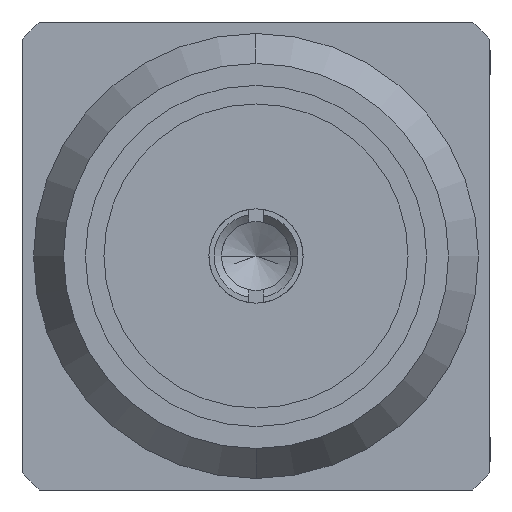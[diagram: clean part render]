
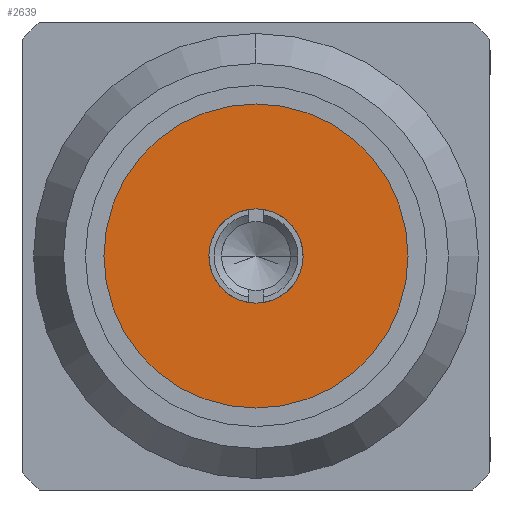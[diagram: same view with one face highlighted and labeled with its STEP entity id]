
A CAD part, left-side view. The second image highlights one B-rep face of the part: STEP entity #2639.
In plain terms, the highlighted face is planar.
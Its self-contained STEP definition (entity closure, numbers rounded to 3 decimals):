
#148 = DIRECTION ( 'NONE',  ( 0., 0., 1. ) ) ;
#355 = ORIENTED_EDGE ( 'NONE', *, *, #2297, .T. ) ;
#372 = VERTEX_POINT ( 'NONE', #1351 ) ;
#374 = DIRECTION ( 'NONE',  ( -0.5, -0.866, 0. ) ) ;
#379 = EDGE_CURVE ( 'NONE', #1710, #372, #822, .T. ) ;
#435 = VERTEX_POINT ( 'NONE', #1637 ) ;
#444 = FACE_OUTER_BOUND ( 'NONE', #488, .T. ) ;
#453 = AXIS2_PLACEMENT_3D ( 'NONE', #2087, #2514, #2302 ) ;
#469 = EDGE_LOOP ( 'NONE', ( #1322, #2707 ) ) ;
#488 = EDGE_LOOP ( 'NONE', ( #355, #2704 ) ) ;
#594 = CIRCLE ( 'NONE', #840, 0.635 ) ;
#686 = EDGE_CURVE ( 'NONE', #2574, #435, #2214, .T. ) ;
#791 = DIRECTION ( 'NONE',  ( 0., 0., 1. ) ) ;
#797 = DIRECTION ( 'NONE',  ( 0., 0., -1. ) ) ;
#822 = CIRCLE ( 'NONE', #453, 2.05 ) ;
#840 = AXIS2_PLACEMENT_3D ( 'NONE', #2284, #148, #374 ) ;
#949 = AXIS2_PLACEMENT_3D ( 'NONE', #2457, #2043, #2675 ) ;
#1233 = FACE_BOUND ( 'NONE', #469, .T. ) ;
#1322 = ORIENTED_EDGE ( 'NONE', *, *, #2693, .F. ) ;
#1351 = CARTESIAN_POINT ( 'NONE',  ( 2.05, 0., -1.94 ) ) ;
#1374 = AXIS2_PLACEMENT_3D ( 'NONE', #2075, #791, #2276 ) ;
#1637 = CARTESIAN_POINT ( 'NONE',  ( -0.318, -0.55, -1.94 ) ) ;
#1710 = VERTEX_POINT ( 'NONE', #2678 ) ;
#1833 = CARTESIAN_POINT ( 'NONE',  ( 0.55, -0.318, -1.94 ) ) ;
#1979 = PLANE ( 'NONE',  #2554 ) ;
#2043 = DIRECTION ( 'NONE',  ( 0., 0., 1. ) ) ;
#2075 = CARTESIAN_POINT ( 'NONE',  ( 0., 0., -1.94 ) ) ;
#2087 = CARTESIAN_POINT ( 'NONE',  ( 0., 0., -1.94 ) ) ;
#2201 = CIRCLE ( 'NONE', #949, 2.05 ) ;
#2214 = CIRCLE ( 'NONE', #1374, 0.635 ) ;
#2239 = CARTESIAN_POINT ( 'NONE',  ( 0.318, 0.55, -1.94 ) ) ;
#2247 = DIRECTION ( 'NONE',  ( 0.5, 0.866, 0. ) ) ;
#2276 = DIRECTION ( 'NONE',  ( -0.5, -0.866, 0. ) ) ;
#2284 = CARTESIAN_POINT ( 'NONE',  ( 0., 0., -1.94 ) ) ;
#2297 = EDGE_CURVE ( 'NONE', #372, #1710, #2201, .T. ) ;
#2302 = DIRECTION ( 'NONE',  ( -1., 0., 0. ) ) ;
#2457 = CARTESIAN_POINT ( 'NONE',  ( 0., 0., -1.94 ) ) ;
#2514 = DIRECTION ( 'NONE',  ( 0., 0., 1. ) ) ;
#2554 = AXIS2_PLACEMENT_3D ( 'NONE', #1833, #797, #2247 ) ;
#2574 = VERTEX_POINT ( 'NONE', #2239 ) ;
#2639 = ADVANCED_FACE ( 'NONE', ( #1233, #444 ), #1979, .F. ) ;
#2675 = DIRECTION ( 'NONE',  ( -1., 0., 0. ) ) ;
#2678 = CARTESIAN_POINT ( 'NONE',  ( -2.05, 0., -1.94 ) ) ;
#2693 = EDGE_CURVE ( 'NONE', #435, #2574, #594, .T. ) ;
#2704 = ORIENTED_EDGE ( 'NONE', *, *, #379, .T. ) ;
#2707 = ORIENTED_EDGE ( 'NONE', *, *, #686, .F. ) ;
